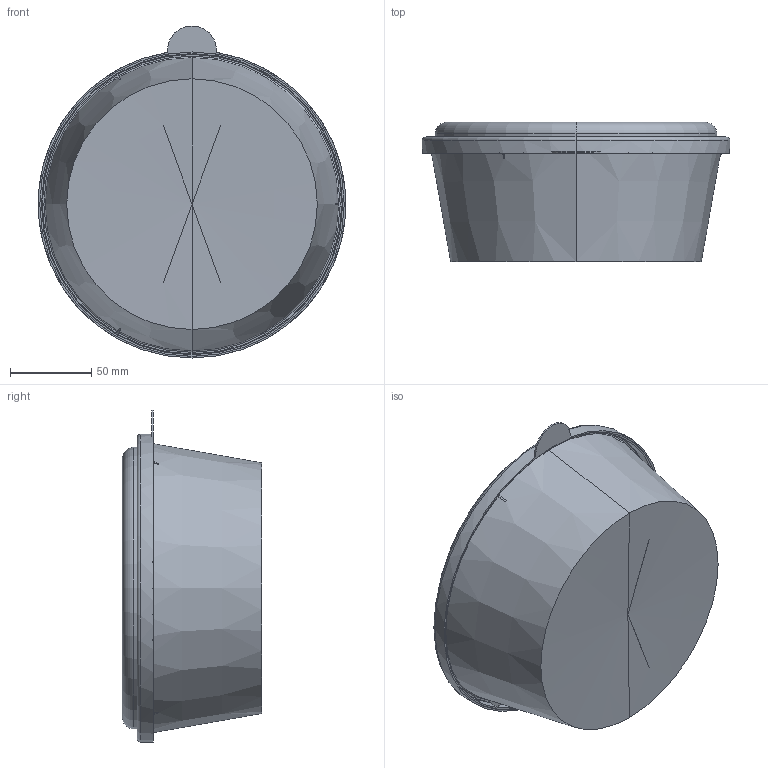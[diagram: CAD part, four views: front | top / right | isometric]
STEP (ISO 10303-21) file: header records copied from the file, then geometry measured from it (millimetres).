
FILE_DESCRIPTION (( 'STEP AP214' ), '1' );
FILE_NAME ('Ensamblaje-tupperware.STEP', '2014-03-23T14:55:24', ( '' ), ( '' ), 'SwSTEP 2.0', 'SolidWorks 2014', '' );
FILE_SCHEMA (( 'AUTOMOTIVE_DESIGN' ));
Length unit declared in the file: millimetre
Products named in the file (3): tupperware; tupperwarecap; Ensamblaje-tupperware
Assembly tree (2 placements, depth 2):
  Ensamblaje-tupperware
    tupperware
    tupperwarecap
Bounding box: 189 x 85.55 x 203.94 mm (x, y, z)
Volume: 104214.5 mm3; surface area: 205763.1 mm2
Topology: 3 solids, 3 shells, 527 faces, 1319 edges, 834 vertices
Faces by surface type: plane 209, bspline 130, torus 102, cylinder 54, sphere 24, cone 8
Entity records: 22842 total; most frequent: CARTESIAN_POINT 10895, ORIENTED_EDGE 2590, DIRECTION 2183, EDGE_CURVE 1295, VERTEX_POINT 832, AXIS2_PLACEMENT_3D 770, LINE 643, VECTOR 643
